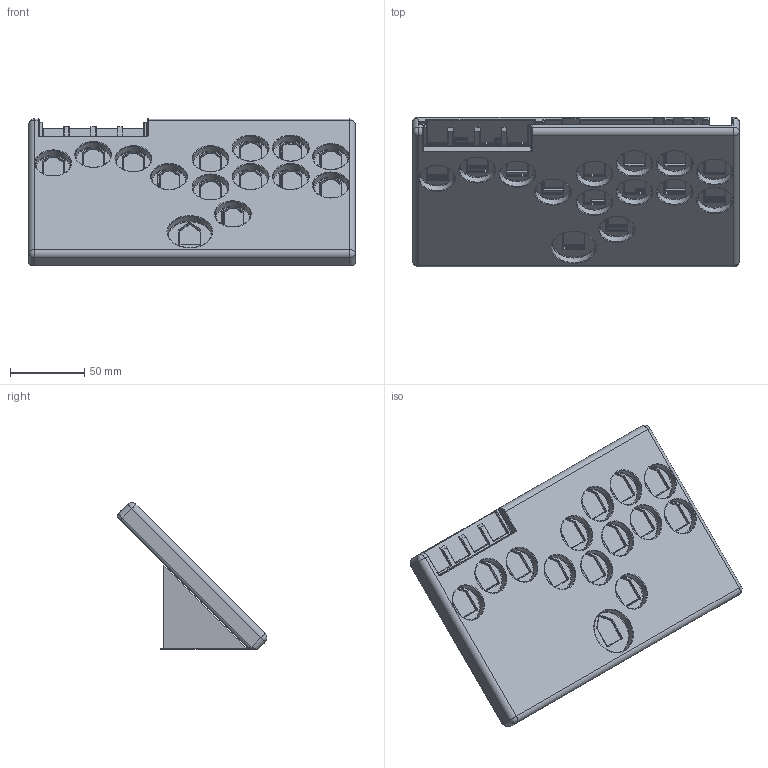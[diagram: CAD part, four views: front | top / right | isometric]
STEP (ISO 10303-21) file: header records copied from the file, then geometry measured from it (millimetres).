
FILE_DESCRIPTION(/* description */ (''),/* implementation_level */ '2;1');
FILE_NAME(/* name */ '2024 v96 thic.step',/* time_stamp */ '2024-05-05T23:29:45-07:00',/* author */ (''),/* organization */ (''),/* preprocessor_version */ 'ST-DEVELOPER v20',/* originating_system */ 'Autodesk Translation Framework v12.20.1.177',/* authorisation */ '');
FILE_SCHEMA (('AUTOMOTIVE_DESIGN { 1 0 10303 214 3 1 1 }'));
Length unit declared in the file: millimetre
Products named in the file (1): 2024
Bounding box: 220 x 100.73 x 98.74 mm (x, y, z)
Volume: 317495.1 mm3; surface area: 114173 mm2
Topology: 3 solids, 3 shells, 1097 faces, 2697 edges, 1609 vertices
Faces by surface type: cylinder 435, plane 344, torus 233, sphere 49, bspline 36
Full cylindrical faces by diameter (mm): 24 x13, 30 x1
Entity records: 33870 total; most frequent: CARTESIAN_POINT 7428, DIRECTION 5917, ORIENTED_EDGE 5394, EDGE_CURVE 2697, AXIS2_PLACEMENT_3D 2280, VERTEX_POINT 1609, LINE 1357, VECTOR 1357
